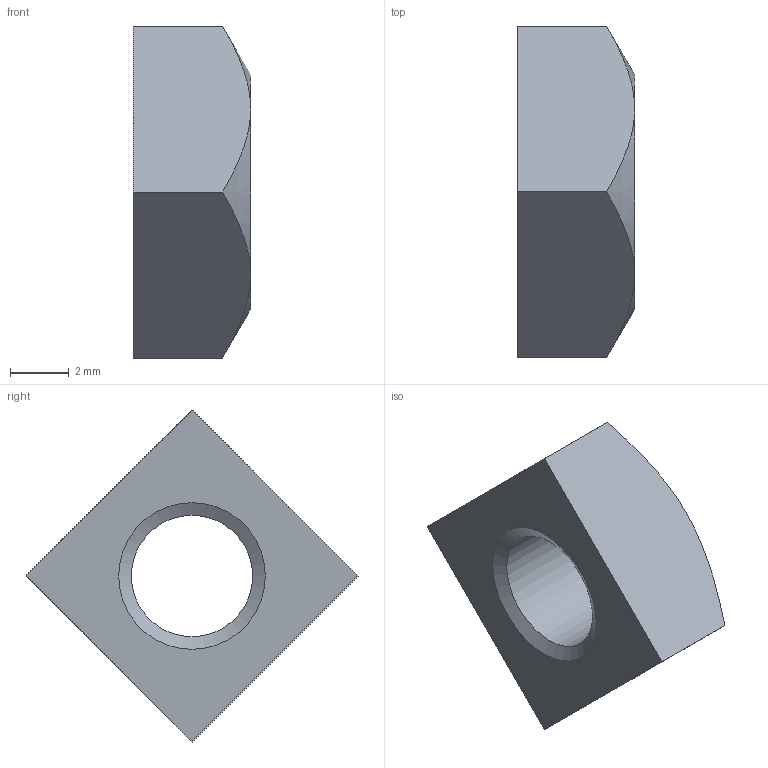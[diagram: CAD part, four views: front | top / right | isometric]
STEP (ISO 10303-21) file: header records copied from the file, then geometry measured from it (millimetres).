
FILE_DESCRIPTION(/* description */ ('Square Nut'),/* implementation_level */ '2;1');
FILE_NAME(/* name */ 'CAD_40769.stp',/* time_stamp */ '2016-04-16T08:49:44+02:00',/* author */ ('Hypex'),/* organization */ ('Hypex'),/* preprocessor_version */ 'ST-DEVELOPER v16.1',/* originating_system */ 'Autodesk Inventor 2016',/* authorisation */ '');
FILE_SCHEMA (('AUTOMOTIVE_DESIGN { 1 0 10303 214 3 1 1 }'));
Length unit declared in the file: millimetre
Products named in the file (1): CAD_40769
Bounding box: 4 x 11.31 x 11.31 mm (x, y, z)
Volume: 196.8 mm3; surface area: 267.7 mm2
Topology: 1 solids, 1 shells, 13 faces, 28 edges, 17 vertices
Faces by surface type: cone 6, plane 6, cylinder 1
Full cylindrical faces by diameter (mm): 4.134 x1
Entity records: 346 total; most frequent: CARTESIAN_POINT 70, DIRECTION 52, ORIENTED_EDGE 48, EDGE_CURVE 24, AXIS2_PLACEMENT_3D 22, EDGE_LOOP 18, VERTEX_POINT 16, FACE_OUTER_BOUND 13
